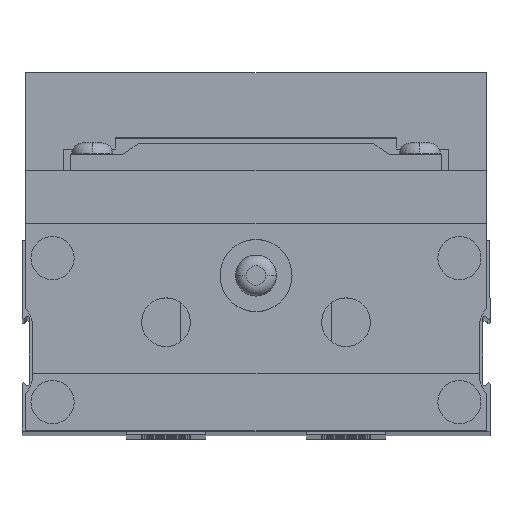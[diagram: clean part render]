
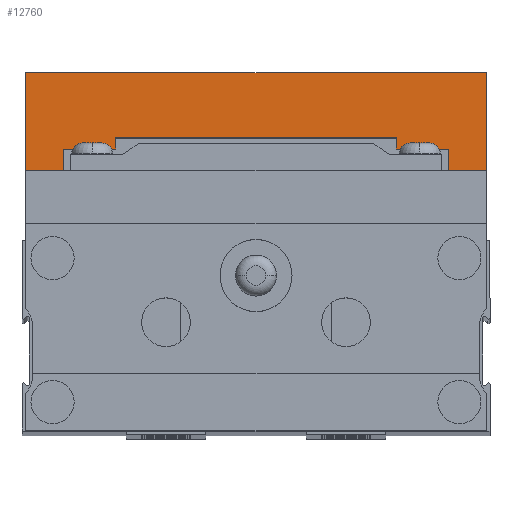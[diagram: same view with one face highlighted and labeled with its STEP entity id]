
A CAD part, top view. The second image highlights one B-rep face of the part: STEP entity #12760.
In plain terms, the highlighted planar face has unit normal (0, 0, 1).
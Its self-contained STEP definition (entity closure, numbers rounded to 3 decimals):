
#438 = CARTESIAN_POINT ( 'NONE',  ( 19.5, 41.8, 73.2 ) ) ;
#549 = ORIENTED_EDGE ( 'NONE', *, *, #17163, .F. ) ;
#959 = CARTESIAN_POINT ( 'NONE',  ( -19.5, 41.8, 73.2 ) ) ;
#1085 = LINE ( 'NONE', #15862, #1213 ) ;
#1213 = VECTOR ( 'NONE', #4912, 1000. ) ;
#1274 = CARTESIAN_POINT ( 'NONE',  ( -26.8, 35.8, 73.2 ) ) ;
#1506 = EDGE_CURVE ( 'NONE', #14260, #16945, #11254, .T. ) ;
#1855 = DIRECTION ( 'NONE',  ( 1., 0., 0. ) ) ;
#2079 = AXIS2_PLACEMENT_3D ( 'NONE', #12578, #21121, #1855 ) ;
#2218 = VECTOR ( 'NONE', #4930, 1000. ) ;
#3389 = VECTOR ( 'NONE', #21520, 1000. ) ;
#3487 = LINE ( 'NONE', #14437, #7105 ) ;
#3691 = ORIENTED_EDGE ( 'NONE', *, *, #11403, .F. ) ;
#4912 = DIRECTION ( 'NONE',  ( -1., 0., 0. ) ) ;
#4930 = DIRECTION ( 'NONE',  ( 0., -1., 0. ) ) ;
#5074 = VERTEX_POINT ( 'NONE', #16410 ) ;
#5188 = DIRECTION ( 'NONE',  ( 0., -1., 0. ) ) ;
#5703 = CARTESIAN_POINT ( 'NONE',  ( -26.8, 40.2, 73.2 ) ) ;
#6412 = LINE ( 'NONE', #27725, #9815 ) ;
#6557 = ORIENTED_EDGE ( 'NONE', *, *, #14258, .F. ) ;
#6630 = DIRECTION ( 'NONE',  ( -1., 0., 0. ) ) ;
#6934 = VERTEX_POINT ( 'NONE', #23563 ) ;
#7105 = VECTOR ( 'NONE', #22999, 1000. ) ;
#7816 = LINE ( 'NONE', #5703, #16979 ) ;
#7904 = EDGE_CURVE ( 'NONE', #14600, #19014, #13373, .T. ) ;
#8366 = VERTEX_POINT ( 'NONE', #438 ) ;
#8409 = EDGE_CURVE ( 'NONE', #25415, #5074, #13258, .T. ) ;
#8467 = ORIENTED_EDGE ( 'NONE', *, *, #16236, .F. ) ;
#8498 = LINE ( 'NONE', #17041, #3389 ) ;
#9157 = LINE ( 'NONE', #17703, #2218 ) ;
#9174 = ORIENTED_EDGE ( 'NONE', *, *, #7904, .F. ) ;
#9437 = CARTESIAN_POINT ( 'NONE',  ( 26.8, 35.8, 73.2 ) ) ;
#9815 = VECTOR ( 'NONE', #17074, 1000. ) ;
#10045 = EDGE_CURVE ( 'NONE', #5074, #21735, #9157, .T. ) ;
#10443 = ORIENTED_EDGE ( 'NONE', *, *, #11602, .F. ) ;
#10501 = ORIENTED_EDGE ( 'NONE', *, *, #8409, .F. ) ;
#11016 = CARTESIAN_POINT ( 'NONE',  ( -32., 50.8, 73.2 ) ) ;
#11228 = CARTESIAN_POINT ( 'NONE',  ( 32., 35.8, 73.2 ) ) ;
#11254 = LINE ( 'NONE', #959, #16845 ) ;
#11403 = EDGE_CURVE ( 'NONE', #16999, #24356, #24884, .T. ) ;
#11602 = EDGE_CURVE ( 'NONE', #21735, #14600, #8498, .T. ) ;
#11740 = CARTESIAN_POINT ( 'NONE',  ( 19.5, 40.2, 73.2 ) ) ;
#11841 = CARTESIAN_POINT ( 'NONE',  ( -19.5, 40.2, 73.2 ) ) ;
#12010 = DIRECTION ( 'NONE',  ( -1., 0., 0. ) ) ;
#12480 = VERTEX_POINT ( 'NONE', #11740 ) ;
#12578 = CARTESIAN_POINT ( 'NONE',  ( -32., 28.5, 73.2 ) ) ;
#12760 = ADVANCED_FACE ( 'NONE', ( #17311 ), #19153, .T. ) ;
#13258 = LINE ( 'NONE', #11016, #26769 ) ;
#13315 = VECTOR ( 'NONE', #17992, 1000. ) ;
#13373 = LINE ( 'NONE', #9437, #13315 ) ;
#13493 = CARTESIAN_POINT ( 'NONE',  ( -19.5, 41.8, 73.2 ) ) ;
#14258 = EDGE_CURVE ( 'NONE', #8366, #14260, #1085, .T. ) ;
#14260 = VERTEX_POINT ( 'NONE', #13493 ) ;
#14437 = CARTESIAN_POINT ( 'NONE',  ( 26.8, 40.2, 73.2 ) ) ;
#14600 = VERTEX_POINT ( 'NONE', #17103 ) ;
#15862 = CARTESIAN_POINT ( 'NONE',  ( 19.5, 41.8, 73.2 ) ) ;
#15961 = EDGE_CURVE ( 'NONE', #24356, #25415, #22563, .T. ) ;
#16236 = EDGE_CURVE ( 'NONE', #12480, #8366, #6412, .T. ) ;
#16337 = CARTESIAN_POINT ( 'NONE',  ( -26.8, 35.8, 73.2 ) ) ;
#16410 = CARTESIAN_POINT ( 'NONE',  ( 32., 50.8, 73.2 ) ) ;
#16845 = VECTOR ( 'NONE', #5188, 1000. ) ;
#16927 = CARTESIAN_POINT ( 'NONE',  ( 26.8, 40.2, 73.2 ) ) ;
#16945 = VERTEX_POINT ( 'NONE', #11841 ) ;
#16979 = VECTOR ( 'NONE', #18213, 1000. ) ;
#16999 = VERTEX_POINT ( 'NONE', #1274 ) ;
#17016 = LINE ( 'NONE', #25829, #18750 ) ;
#17041 = CARTESIAN_POINT ( 'NONE',  ( 32., 35.8, 73.2 ) ) ;
#17074 = DIRECTION ( 'NONE',  ( 0., 1., 0. ) ) ;
#17103 = CARTESIAN_POINT ( 'NONE',  ( 26.8, 35.8, 73.2 ) ) ;
#17163 = EDGE_CURVE ( 'NONE', #16945, #6934, #17016, .T. ) ;
#17311 = FACE_OUTER_BOUND ( 'NONE', #22415, .T. ) ;
#17568 = ORIENTED_EDGE ( 'NONE', *, *, #18951, .F. ) ;
#17703 = CARTESIAN_POINT ( 'NONE',  ( 32., 50.8, 73.2 ) ) ;
#17992 = DIRECTION ( 'NONE',  ( 0., 1., 0. ) ) ;
#18213 = DIRECTION ( 'NONE',  ( 0., -1., 0. ) ) ;
#18602 = EDGE_CURVE ( 'NONE', #19014, #12480, #3487, .T. ) ;
#18750 = VECTOR ( 'NONE', #6630, 1000. ) ;
#18835 = CARTESIAN_POINT ( 'NONE',  ( -32., 50.8, 73.2 ) ) ;
#18951 = EDGE_CURVE ( 'NONE', #6934, #16999, #7816, .T. ) ;
#19014 = VERTEX_POINT ( 'NONE', #16927 ) ;
#19153 = PLANE ( 'NONE',  #2079 ) ;
#21121 = DIRECTION ( 'NONE',  ( 0., 0., 1. ) ) ;
#21520 = DIRECTION ( 'NONE',  ( -1., 0., 0. ) ) ;
#21735 = VERTEX_POINT ( 'NONE', #11228 ) ;
#21956 = VECTOR ( 'NONE', #26205, 1000. ) ;
#22074 = DIRECTION ( 'NONE',  ( 1., 0., 0. ) ) ;
#22210 = ORIENTED_EDGE ( 'NONE', *, *, #18602, .F. ) ;
#22415 = EDGE_LOOP ( 'NONE', ( #26558, #10501, #23051, #3691, #17568, #549, #24043, #6557, #8467, #22210, #9174, #10443 ) ) ;
#22563 = LINE ( 'NONE', #24115, #21956 ) ;
#22999 = DIRECTION ( 'NONE',  ( -1., 0., 0. ) ) ;
#23051 = ORIENTED_EDGE ( 'NONE', *, *, #15961, .F. ) ;
#23563 = CARTESIAN_POINT ( 'NONE',  ( -26.8, 40.2, 73.2 ) ) ;
#24043 = ORIENTED_EDGE ( 'NONE', *, *, #1506, .F. ) ;
#24115 = CARTESIAN_POINT ( 'NONE',  ( -32., 35.8, 73.2 ) ) ;
#24356 = VERTEX_POINT ( 'NONE', #24501 ) ;
#24452 = VECTOR ( 'NONE', #12010, 1000. ) ;
#24501 = CARTESIAN_POINT ( 'NONE',  ( -32., 35.8, 73.2 ) ) ;
#24884 = LINE ( 'NONE', #16337, #24452 ) ;
#25415 = VERTEX_POINT ( 'NONE', #18835 ) ;
#25829 = CARTESIAN_POINT ( 'NONE',  ( -19.5, 40.2, 73.2 ) ) ;
#26205 = DIRECTION ( 'NONE',  ( 0., 1., 0. ) ) ;
#26558 = ORIENTED_EDGE ( 'NONE', *, *, #10045, .F. ) ;
#26769 = VECTOR ( 'NONE', #22074, 1000. ) ;
#27725 = CARTESIAN_POINT ( 'NONE',  ( 19.5, 40.2, 73.2 ) ) ;
